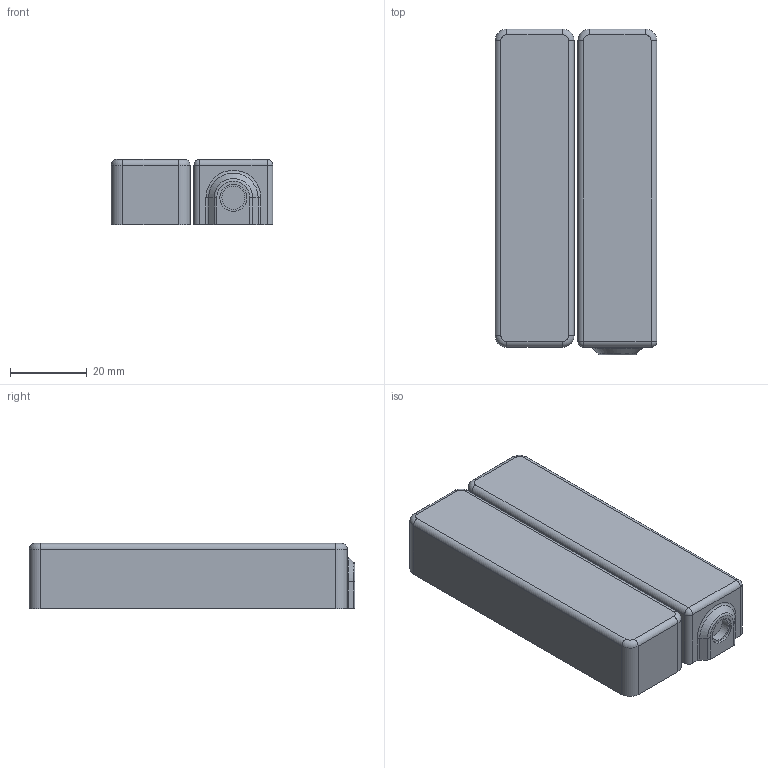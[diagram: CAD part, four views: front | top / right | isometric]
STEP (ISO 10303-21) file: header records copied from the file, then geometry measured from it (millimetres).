
FILE_DESCRIPTION (( 'STEP AP214' ), '1' );
FILE_NAME ('CMR-F-135030.step', '2019-08-07T16:34:01', ( '' ), ( '' ), 'SwSTEP 2.0', 'SolidWorks 2018', '' );
FILE_SCHEMA (( 'AUTOMOTIVE_DESIGN' ));
Length unit declared in the file: inch
Products named in the file (1): CMR-F-135030
Bounding box: 42.2 x 85 x 17 mm (x, y, z)
Volume: 57217.8 mm3; surface area: 14196 mm2
Topology: 2 solids, 2 shells, 62 faces, 135 edges, 81 vertices
Faces by surface type: cylinder 25, plane 21, torus 8, cone 6, sphere 2
Full cylindrical faces by diameter (mm): 4 x4, 6 x1
Entity records: 2819 total; most frequent: CARTESIAN_POINT 639, DIRECTION 300, ORIENTED_EDGE 240, AXIS2_PLACEMENT_3D 123, EDGE_CURVE 120, VERTEX_POINT 78, EDGE_LOOP 78, FACE_OUTER_BOUND 67
